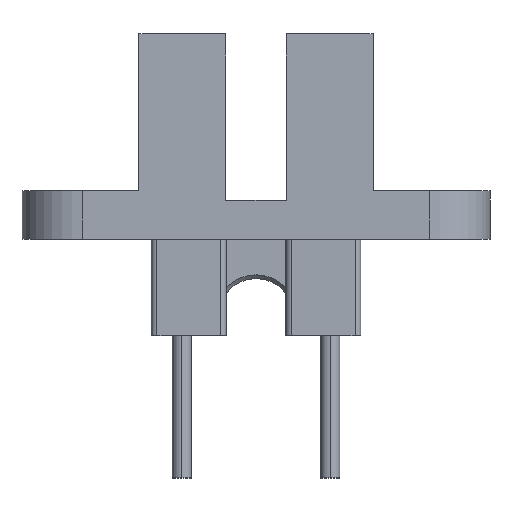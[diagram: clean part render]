
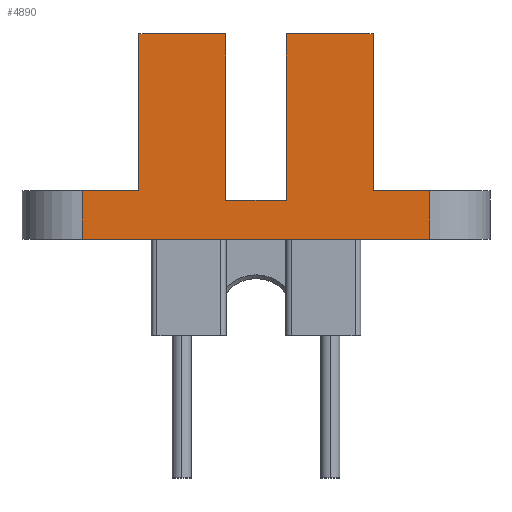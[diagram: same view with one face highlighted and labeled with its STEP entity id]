
A CAD part, top view. The second image highlights one B-rep face of the part: STEP entity #4890.
In plain terms, the highlighted planar face has unit normal (0, 0, 1).
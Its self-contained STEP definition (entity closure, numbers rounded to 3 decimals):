
#3783=DIRECTION('',(0.,-1.,0.));
#3784=VECTOR('',#3783,8.765);
#3785=CARTESIAN_POINT('',(-1.588,2.79,3.175));
#3786=LINE('',#3785,#3784);
#3787=DIRECTION('',(1.,0.,0.));
#3788=VECTOR('',#3787,3.175);
#3789=CARTESIAN_POINT('',(-1.588,-5.975,3.175));
#3790=LINE('',#3789,#3788);
#3791=DIRECTION('',(-1.,0.,0.));
#3792=VECTOR('',#3791,18.285);
#3793=CARTESIAN_POINT('',(9.143,-8.01,3.175));
#3794=LINE('',#3793,#3792);
#3807=DIRECTION('',(0.,-1.,0.));
#3808=VECTOR('',#3807,8.765);
#3809=CARTESIAN_POINT('',(1.588,2.79,3.175));
#3810=LINE('',#3809,#3808);
#4067=DIRECTION('',(0.,1.,0.));
#4068=VECTOR('',#4067,8.26);
#4069=CARTESIAN_POINT('',(6.16,-5.47,3.175));
#4070=LINE('',#4069,#4068);
#4097=DIRECTION('',(-1.,0.,0.));
#4098=VECTOR('',#4097,2.983);
#4099=CARTESIAN_POINT('',(9.143,-5.47,3.175));
#4100=LINE('',#4099,#4098);
#4111=DIRECTION('',(0.,1.,0.));
#4112=VECTOR('',#4111,2.54);
#4113=CARTESIAN_POINT('',(9.143,-8.01,3.175));
#4114=LINE('',#4113,#4112);
#4139=DIRECTION('',(-1.,0.,0.));
#4140=VECTOR('',#4139,4.573);
#4141=CARTESIAN_POINT('',(6.16,2.79,3.175));
#4142=LINE('',#4141,#4140);
#4231=DIRECTION('',(0.,-1.,0.));
#4232=VECTOR('',#4231,2.54);
#4233=CARTESIAN_POINT('',(-9.143,-5.47,3.175));
#4234=LINE('',#4233,#4232);
#4235=DIRECTION('',(-1.,0.,0.));
#4236=VECTOR('',#4235,2.983);
#4237=CARTESIAN_POINT('',(-6.16,-5.47,3.175));
#4238=LINE('',#4237,#4236);
#4275=DIRECTION('',(0.,-1.,0.));
#4276=VECTOR('',#4275,8.26);
#4277=CARTESIAN_POINT('',(-6.16,2.79,3.175));
#4278=LINE('',#4277,#4276);
#4287=DIRECTION('',(-1.,0.,0.));
#4288=VECTOR('',#4287,4.573);
#4289=CARTESIAN_POINT('',(-1.588,2.79,3.175));
#4290=LINE('',#4289,#4288);
#4435=CARTESIAN_POINT('',(-1.588,-5.975,3.175));
#4437=VERTEX_POINT('',#4435);
#4461=CARTESIAN_POINT('',(9.143,-8.01,3.175));
#4463=VERTEX_POINT('',#4461);
#4471=CARTESIAN_POINT('',(-9.143,-8.01,3.175));
#4472=VERTEX_POINT('',#4471);
#4495=CARTESIAN_POINT('',(-1.588,2.79,3.175));
#4496=VERTEX_POINT('',#4495);
#4497=CARTESIAN_POINT('',(1.588,-5.975,3.175));
#4498=VERTEX_POINT('',#4497);
#4499=CARTESIAN_POINT('',(6.16,2.79,3.175));
#4500=CARTESIAN_POINT('',(1.588,2.79,3.175));
#4501=VERTEX_POINT('',#4499);
#4502=VERTEX_POINT('',#4500);
#4503=CARTESIAN_POINT('',(9.143,-5.47,3.175));
#4504=CARTESIAN_POINT('',(6.16,-5.47,3.175));
#4505=VERTEX_POINT('',#4503);
#4506=VERTEX_POINT('',#4504);
#4507=CARTESIAN_POINT('',(-6.16,-5.47,3.175));
#4508=CARTESIAN_POINT('',(-9.143,-5.47,3.175));
#4509=VERTEX_POINT('',#4507);
#4510=VERTEX_POINT('',#4508);
#4511=CARTESIAN_POINT('',(-6.16,2.79,3.175));
#4512=VERTEX_POINT('',#4511);
#4862=CARTESIAN_POINT('',(0.,-2.61,3.175));
#4863=DIRECTION('',(0.,0.,1.));
#4864=DIRECTION('',(1.,0.,0.));
#4865=AXIS2_PLACEMENT_3D('',#4862,#4863,#4864);
#4866=PLANE('',#4865);
#4867=ORIENTED_EDGE('',*,*,#4708,.T.);
#4868=ORIENTED_EDGE('',*,*,#4731,.T.);
#4870=ORIENTED_EDGE('',*,*,#4869,.F.);
#4872=ORIENTED_EDGE('',*,*,#4871,.F.);
#4874=ORIENTED_EDGE('',*,*,#4873,.F.);
#4876=ORIENTED_EDGE('',*,*,#4875,.F.);
#4878=ORIENTED_EDGE('',*,*,#4877,.F.);
#4879=ORIENTED_EDGE('',*,*,#4821,.T.);
#4881=ORIENTED_EDGE('',*,*,#4880,.F.);
#4883=ORIENTED_EDGE('',*,*,#4882,.F.);
#4885=ORIENTED_EDGE('',*,*,#4884,.F.);
#4887=ORIENTED_EDGE('',*,*,#4886,.F.);
#4888=EDGE_LOOP('',(#4867,#4868,#4870,#4872,#4874,#4876,#4878,#4879,#4881,#4883,
#4885,#4887));
#4889=FACE_OUTER_BOUND('',#4888,.F.);
#4890=ADVANCED_FACE('',(#4889),#4866,.T.);
#4708=EDGE_CURVE('',#4496,#4437,#3786,.T.);
#4731=EDGE_CURVE('',#4437,#4498,#3790,.T.);
#4821=EDGE_CURVE('',#4463,#4472,#3794,.T.);
#4869=EDGE_CURVE('',#4502,#4498,#3810,.T.);
#4871=EDGE_CURVE('',#4501,#4502,#4142,.T.);
#4873=EDGE_CURVE('',#4506,#4501,#4070,.T.);
#4875=EDGE_CURVE('',#4505,#4506,#4100,.T.);
#4877=EDGE_CURVE('',#4463,#4505,#4114,.T.);
#4880=EDGE_CURVE('',#4510,#4472,#4234,.T.);
#4882=EDGE_CURVE('',#4509,#4510,#4238,.T.);
#4884=EDGE_CURVE('',#4512,#4509,#4278,.T.);
#4886=EDGE_CURVE('',#4496,#4512,#4290,.T.);
